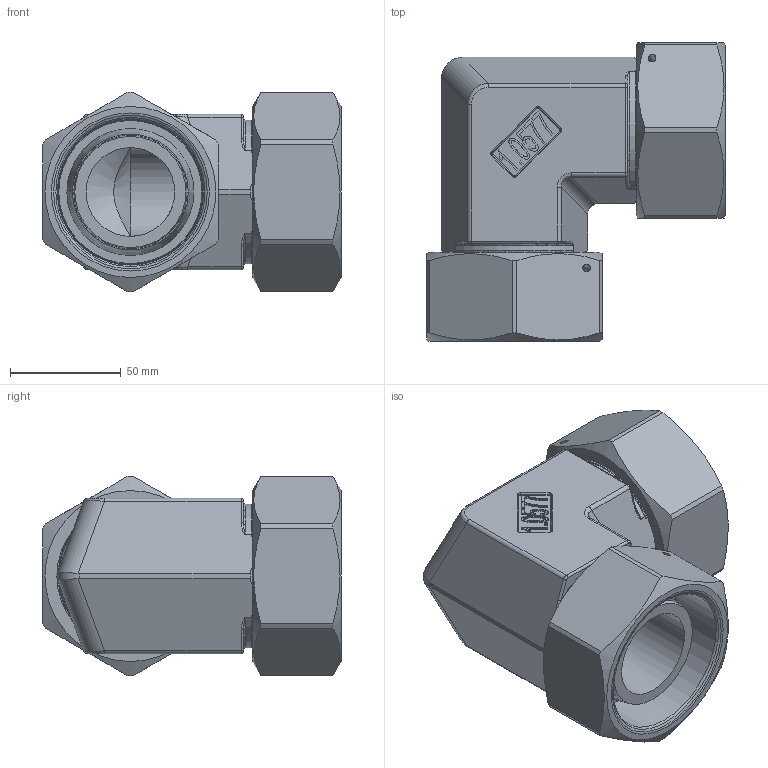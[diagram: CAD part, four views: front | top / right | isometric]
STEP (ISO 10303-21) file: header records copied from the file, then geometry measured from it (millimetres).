
FILE_DESCRIPTION(/* description */ (''),/* implementation_level */ '2;1');
FILE_NAME(/* name */ 'WKS50_TP.stp',/* time_stamp */ '2022-06-30T15:43:21+02:00',/* author */ (''),/* organization */ (''),/* preprocessor_version */ 'ST-DEVELOPER v16',/* originating_system */ 'SIEMENS PLM Software NX 10.0',/* authorisation */ '');
FILE_SCHEMA (('AP203_CONFIGURATION_CONTROLLED_3D_DESIGN_OF_MECHANICAL_PARTS_AND_ASSEMBLIES_MIM_LF { 1 0 10303 403 2 1 2}'));
Length unit declared in the file: millimetre
Products named in the file (1): jnuj183860B9a198
Bounding box: 134.5 x 134.5 x 90 mm (x, y, z)
Volume: 519252.9 mm3; surface area: 108175.9 mm2
Topology: 3 solids, 3 shells, 298 faces, 743 edges, 469 vertices
Faces by surface type: plane 111, cylinder 88, torus 42, bspline 24, extrusion 17, cone 16
Full cylindrical faces by diameter (mm): 3.3 x2, 40 x2, 64.5 x4, 65.25 x2, 66 x2
Entity records: 10241 total; most frequent: CARTESIAN_POINT 3623, ORIENTED_EDGE 1392, DIRECTION 1233, EDGE_CURVE 696, AXIS2_PLACEMENT_3D 497, VERTEX_POINT 456, EDGE_LOOP 360, ADVANCED_FACE 298
